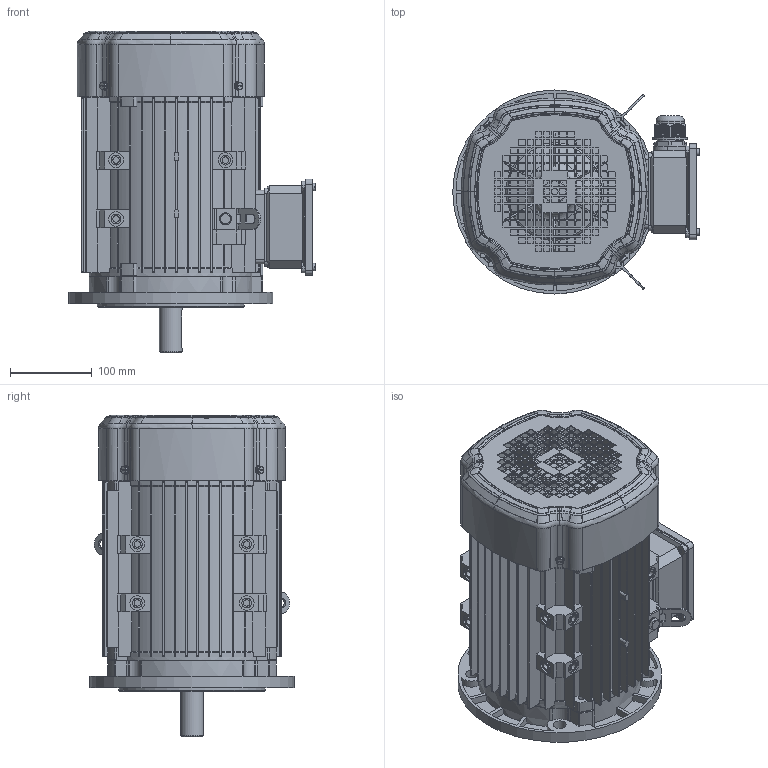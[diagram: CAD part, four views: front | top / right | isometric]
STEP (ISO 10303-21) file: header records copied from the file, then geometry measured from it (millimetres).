
FILE_DESCRIPTION(/* description */ (''),/* implementation_level */ '2;1');
FILE_NAME(/* name */ 'JL3-112-B5.stp',/* time_stamp */ '2017-08-23T16:56:03+08:00',/* author */ (''),/* organization */ (''),/* preprocessor_version */ 'ST-DEVELOPER v16',/* originating_system */ 'SIEMENS PLM Software NX 10.0',/* authorisation */ '');
FILE_SCHEMA (('AUTOMOTIVE_DESIGN { 1 0 10303 214 3 1 1 1 }'));
Length unit declared in the file: millimetre
Products named in the file (1): JL3-112-B5
Bounding box: 302 x 250 x 394 mm (x, y, z)
Volume: 2493675.4 mm3; surface area: 1269738.3 mm2
Topology: 46 solids, 46 shells, 4120 faces, 11604 edges, 7664 vertices
Faces by surface type: plane 2175, cylinder 1355, bspline 288, cone 156, torus 146
Full cylindrical faces by diameter (mm): 4 x4, 4.48 x8, 4.8 x10, 5 x19, 5.3 x4, 5.8 x14, 8 x30, 8.58 x2, 10 x8, 11 x2, 12 x12, 13 x3, 14.785 x2, 16 x7, 18 x12, 22 x1, 26 x3, 26.6 x1, 27 x1, 27.2 x1, 28 x1, 28.2 x3, 29 x2, 30 x16, 31 x6, 32 x18, 33 x6, 34 x6, 34.5 x1, 38 x1
Entity records: 189374 total; most frequent: CARTESIAN_POINT 85544, ORIENTED_EDGE 22094, DIRECTION 19876, EDGE_CURVE 11047, VERTEX_POINT 7462, AXIS2_PLACEMENT_3D 6887, LINE 6102, VECTOR 6102
